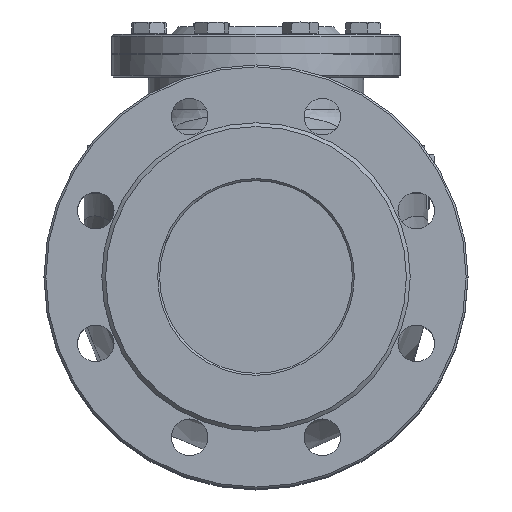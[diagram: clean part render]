
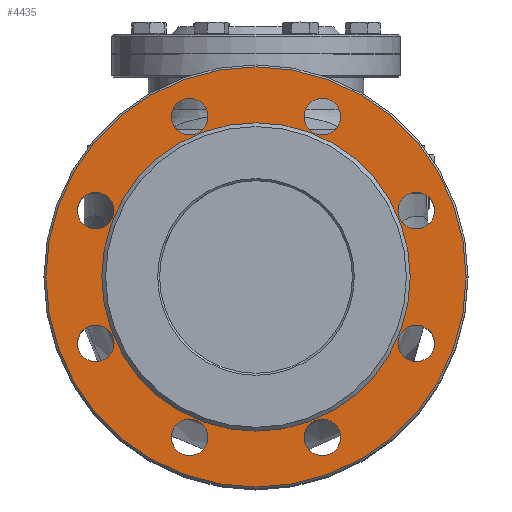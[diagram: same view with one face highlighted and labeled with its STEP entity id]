
A CAD part, top view. The second image highlights one B-rep face of the part: STEP entity #4435.
In plain terms, the highlighted planar face has unit normal (0, 0, 1).
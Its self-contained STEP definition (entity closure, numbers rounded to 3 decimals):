
#219=FACE_BOUND('',#1485,.T.);
#220=FACE_BOUND('',#1486,.T.);
#221=FACE_BOUND('',#1487,.T.);
#222=FACE_BOUND('',#1488,.T.);
#223=FACE_BOUND('',#1489,.T.);
#224=FACE_BOUND('',#1490,.T.);
#225=FACE_BOUND('',#1491,.T.);
#226=FACE_BOUND('',#1492,.T.);
#227=FACE_BOUND('',#1493,.T.);
#409=CIRCLE('',#4847,109.);
#410=CIRCLE('',#4849,80.);
#411=CIRCLE('',#4850,9.5);
#412=CIRCLE('',#4851,9.5);
#413=CIRCLE('',#4852,9.5);
#414=CIRCLE('',#4853,9.5);
#415=CIRCLE('',#4854,9.5);
#416=CIRCLE('',#4855,9.5);
#417=CIRCLE('',#4856,9.5);
#418=CIRCLE('',#4857,9.5);
#964=PLANE('',#4848);
#1178=FACE_OUTER_BOUND('',#1484,.T.);
#1484=EDGE_LOOP('',(#3788));
#1485=EDGE_LOOP('',(#3789));
#1486=EDGE_LOOP('',(#3790));
#1487=EDGE_LOOP('',(#3791));
#1488=EDGE_LOOP('',(#3792));
#1489=EDGE_LOOP('',(#3793));
#1490=EDGE_LOOP('',(#3794));
#1491=EDGE_LOOP('',(#3795));
#1492=EDGE_LOOP('',(#3796));
#1493=EDGE_LOOP('',(#3797));
#2092=VERTEX_POINT('',#10179);
#2093=VERTEX_POINT('',#10183);
#2094=VERTEX_POINT('',#10185);
#2095=VERTEX_POINT('',#10187);
#2096=VERTEX_POINT('',#10189);
#2097=VERTEX_POINT('',#10191);
#2098=VERTEX_POINT('',#10193);
#2099=VERTEX_POINT('',#10195);
#2100=VERTEX_POINT('',#10197);
#2101=VERTEX_POINT('',#10199);
#2667=EDGE_CURVE('',#2092,#2092,#409,.T.);
#2668=EDGE_CURVE('',#2093,#2093,#410,.T.);
#2669=EDGE_CURVE('',#2094,#2094,#411,.T.);
#2670=EDGE_CURVE('',#2095,#2095,#412,.T.);
#2671=EDGE_CURVE('',#2096,#2096,#413,.T.);
#2672=EDGE_CURVE('',#2097,#2097,#414,.T.);
#2673=EDGE_CURVE('',#2098,#2098,#415,.T.);
#2674=EDGE_CURVE('',#2099,#2099,#416,.T.);
#2675=EDGE_CURVE('',#2100,#2100,#417,.T.);
#2676=EDGE_CURVE('',#2101,#2101,#418,.T.);
#3788=ORIENTED_EDGE('',*,*,#2667,.F.);
#3789=ORIENTED_EDGE('',*,*,#2668,.F.);
#3790=ORIENTED_EDGE('',*,*,#2669,.F.);
#3791=ORIENTED_EDGE('',*,*,#2670,.F.);
#3792=ORIENTED_EDGE('',*,*,#2671,.F.);
#3793=ORIENTED_EDGE('',*,*,#2672,.F.);
#3794=ORIENTED_EDGE('',*,*,#2673,.F.);
#3795=ORIENTED_EDGE('',*,*,#2674,.F.);
#3796=ORIENTED_EDGE('',*,*,#2675,.F.);
#3797=ORIENTED_EDGE('',*,*,#2676,.F.);
#4435=ADVANCED_FACE('',(#1178,#219,#220,#221,#222,#223,#224,#225,#226,#227),
#964,.F.);
#4847=AXIS2_PLACEMENT_3D('',#10181,#5680,#5681);
#4848=AXIS2_PLACEMENT_3D('',#10182,#5682,#5683);
#4849=AXIS2_PLACEMENT_3D('',#10184,#5684,#5685);
#4850=AXIS2_PLACEMENT_3D('',#10186,#5686,#5687);
#4851=AXIS2_PLACEMENT_3D('',#10188,#5688,#5689);
#4852=AXIS2_PLACEMENT_3D('',#10190,#5690,#5691);
#4853=AXIS2_PLACEMENT_3D('',#10192,#5692,#5693);
#4854=AXIS2_PLACEMENT_3D('',#10194,#5694,#5695);
#4855=AXIS2_PLACEMENT_3D('',#10196,#5696,#5697);
#4856=AXIS2_PLACEMENT_3D('',#10198,#5698,#5699);
#4857=AXIS2_PLACEMENT_3D('',#10200,#5700,#5701);
#5680=DIRECTION('center_axis',(0.,0.,-1.));
#5681=DIRECTION('ref_axis',(1.,0.,0.));
#5682=DIRECTION('center_axis',(0.,0.,-1.));
#5683=DIRECTION('ref_axis',(-1.,0.,0.));
#5684=DIRECTION('center_axis',(0.,0.,1.));
#5685=DIRECTION('ref_axis',(-1.,0.,0.));
#5686=DIRECTION('center_axis',(0.,0.,1.));
#5687=DIRECTION('ref_axis',(1.,0.,0.));
#5688=DIRECTION('center_axis',(0.,0.,1.));
#5689=DIRECTION('ref_axis',(1.,0.,0.));
#5690=DIRECTION('center_axis',(0.,0.,1.));
#5691=DIRECTION('ref_axis',(1.,0.,0.));
#5692=DIRECTION('center_axis',(0.,0.,1.));
#5693=DIRECTION('ref_axis',(1.,0.,0.));
#5694=DIRECTION('center_axis',(0.,0.,1.));
#5695=DIRECTION('ref_axis',(1.,0.,0.));
#5696=DIRECTION('center_axis',(0.,0.,1.));
#5697=DIRECTION('ref_axis',(1.,0.,0.));
#5698=DIRECTION('center_axis',(0.,0.,1.));
#5699=DIRECTION('ref_axis',(1.,0.,0.));
#5700=DIRECTION('center_axis',(0.,0.,1.));
#5701=DIRECTION('ref_axis',(1.,0.,0.));
#10179=CARTESIAN_POINT('',(-109.,0.,0.));
#10181=CARTESIAN_POINT('Origin',(0.,0.,0.));
#10182=CARTESIAN_POINT('Origin',(0.,0.,0.));
#10183=CARTESIAN_POINT('',(80.,0.,0.));
#10184=CARTESIAN_POINT('Origin',(0.,0.,0.));
#10185=CARTESIAN_POINT('',(-43.942,-83.149,0.));
#10186=CARTESIAN_POINT('Origin',(-34.442,-83.149,0.));
#10187=CARTESIAN_POINT('',(24.942,-83.149,0.));
#10188=CARTESIAN_POINT('Origin',(34.442,-83.149,0.));
#10189=CARTESIAN_POINT('',(73.649,-34.442,0.));
#10190=CARTESIAN_POINT('Origin',(83.149,-34.442,0.));
#10191=CARTESIAN_POINT('',(73.649,34.442,0.));
#10192=CARTESIAN_POINT('Origin',(83.149,34.442,0.));
#10193=CARTESIAN_POINT('',(24.942,83.149,0.));
#10194=CARTESIAN_POINT('Origin',(34.442,83.149,0.));
#10195=CARTESIAN_POINT('',(-43.942,83.149,0.));
#10196=CARTESIAN_POINT('Origin',(-34.442,83.149,0.));
#10197=CARTESIAN_POINT('',(-92.649,34.442,0.));
#10198=CARTESIAN_POINT('Origin',(-83.149,34.442,0.));
#10199=CARTESIAN_POINT('',(-92.649,-34.442,0.));
#10200=CARTESIAN_POINT('Origin',(-83.149,-34.442,0.));
